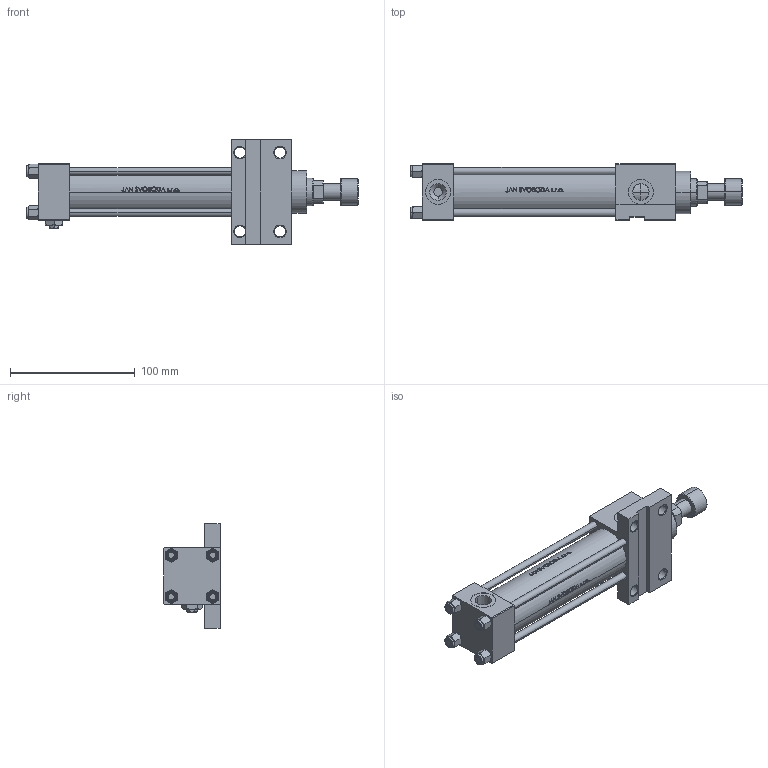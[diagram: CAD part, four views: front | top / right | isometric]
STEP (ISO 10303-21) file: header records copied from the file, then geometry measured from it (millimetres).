
FILE_DESCRIPTION (( 'STEP AP203' ), '1' );
FILE_NAME ('a370.STEP', '2024-02-13T11:06:03', ( '' ), ( '' ), 'SwSTEP 2.0', 'SolidWorks 2019', '' );
FILE_SCHEMA (( 'CONFIG_CONTROL_DESIGN' ));
Length unit declared in the file: millimetre
Products named in the file (8): NUT_M5_F cdedca99ffe809c08b6ebd9736cadb1e; V215CR_VCP_F cdedca99ffe809c08b6ebd9736cadb1e; V215CR_ROD_END_F cdedca99ffe809c08b6ebd9736cadb1e; Zatka_pro_OIL_PORT cdedca99ffe809c08b6ebd9736cadb1e; V215CR_F_Body cdedca99ffe809c08b6ebd9736cadb1e; V215CR_F_TYCINKA cdedca99ffe809c08b6ebd9736cadb1e; V215_VC_A cdedca99ffe809c08b6ebd9736cadb1e; a370
Assembly tree (13 placements, depth 2):
  a370
    V215CR_F_Body cdedca99ffe809c08b6ebd9736cadb1e
    V215CR_VCP_F cdedca99ffe809c08b6ebd9736cadb1e
    V215CR_F_TYCINKA cdedca99ffe809c08b6ebd9736cadb1e  x4
    NUT_M5_F cdedca99ffe809c08b6ebd9736cadb1e  x4
    V215_VC_A cdedca99ffe809c08b6ebd9736cadb1e
    V215CR_ROD_END_F cdedca99ffe809c08b6ebd9736cadb1e
    Zatka_pro_OIL_PORT cdedca99ffe809c08b6ebd9736cadb1e
Bounding box: 266 x 45 x 84 mm (x, y, z)
Volume: 299609.1 mm3; surface area: 109257.1 mm2
Topology: 13 solids, 13 shells, 1161 faces, 2863 edges, 1843 vertices
Faces by surface type: plane 461, bspline 380, cone 174, cylinder 134, torus 12
Entity records: 49695 total; most frequent: CARTESIAN_POINT 26510, ORIENTED_EDGE 5218, DIRECTION 3361, EDGE_CURVE 2609, VERTEX_POINT 1699, VECTOR 1325, LINE 1325, EDGE_LOOP 1178
